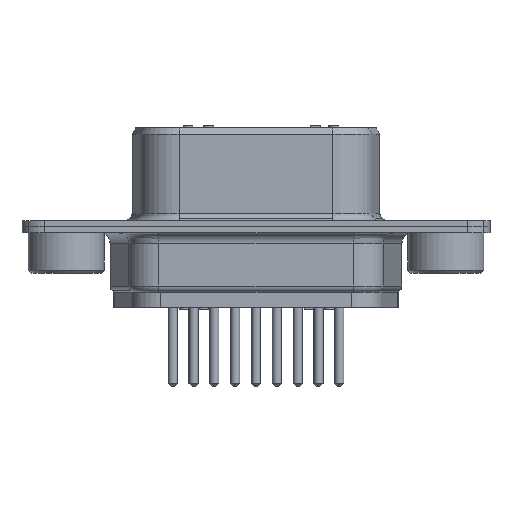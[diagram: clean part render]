
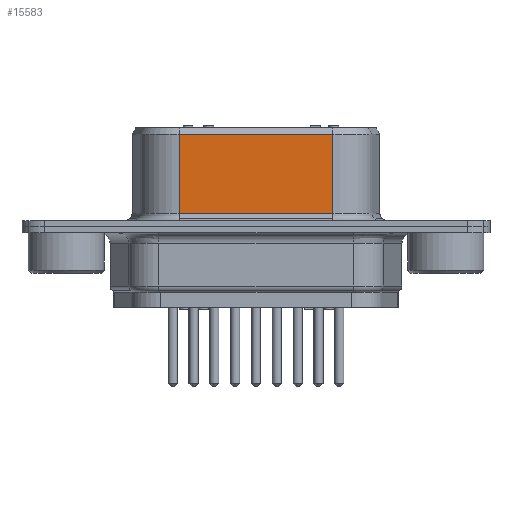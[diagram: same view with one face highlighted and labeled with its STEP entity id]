
A CAD part, front view. The second image highlights one B-rep face of the part: STEP entity #15583.
In plain terms, the highlighted planar face has unit normal (0, -1, 0).
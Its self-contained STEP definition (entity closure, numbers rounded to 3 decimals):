
#15229=CARTESIAN_POINT('',(-5.056,-4.0,-6.1));
#15230=VERTEX_POINT('',#15229);
#15247=CARTESIAN_POINT('',(5.056,-4.0,-6.1));
#15248=VERTEX_POINT('',#15247);
#15255=CARTESIAN_POINT('',(5.056,-4.0,-6.1));
#15256=DIRECTION('',(-1.0,0.0,0.0));
#15257=VECTOR('',#15256,10.113);
#15258=LINE('',#15255,#15257);
#15259=EDGE_CURVE('',#15248,#15230,#15258,.T.);
#15541=CARTESIAN_POINT('',(-5.056,-4.0,-0.9));
#15542=VERTEX_POINT('',#15541);
#15543=CARTESIAN_POINT('',(-5.056,-4.0,-0.9));
#15544=DIRECTION('',(0.0,0.0,-1.0));
#15545=VECTOR('',#15544,5.2);
#15546=LINE('',#15543,#15545);
#15547=EDGE_CURVE('',#15542,#15230,#15546,.T.);
#15560=CARTESIAN_POINT('',(0.0,-4.0,0.0));
#15561=DIRECTION('',(0.0,-1.0,0.0));
#15562=DIRECTION('',(0.0,0.0,-1.0));
#15563=AXIS2_PLACEMENT_3D('',#15560,#15561,#15562);
#15564=PLANE('',#15563);
#15565=ORIENTED_EDGE('',*,*,#15259,.F.);
#15566=CARTESIAN_POINT('',(5.056,-4.0,-0.9));
#15567=VERTEX_POINT('',#15566);
#15568=CARTESIAN_POINT('',(5.056,-4.0,-0.9));
#15569=DIRECTION('',(0.0,0.0,-1.0));
#15570=VECTOR('',#15569,5.2);
#15571=LINE('',#15568,#15570);
#15572=EDGE_CURVE('',#15567,#15248,#15571,.T.);
#15573=ORIENTED_EDGE('',*,*,#15572,.F.);
#15574=CARTESIAN_POINT('',(-5.056,-4.0,-0.9));
#15575=DIRECTION('',(1.0,0.0,0.0));
#15576=VECTOR('',#15575,10.113);
#15577=LINE('',#15574,#15576);
#15578=EDGE_CURVE('',#15542,#15567,#15577,.T.);
#15579=ORIENTED_EDGE('',*,*,#15578,.F.);
#15580=ORIENTED_EDGE('',*,*,#15547,.T.);
#15581=EDGE_LOOP('',(#15565,#15573,#15579,#15580));
#15582=FACE_OUTER_BOUND('',#15581,.T.);
#15583=ADVANCED_FACE('',(#15582),#15564,.T.);
